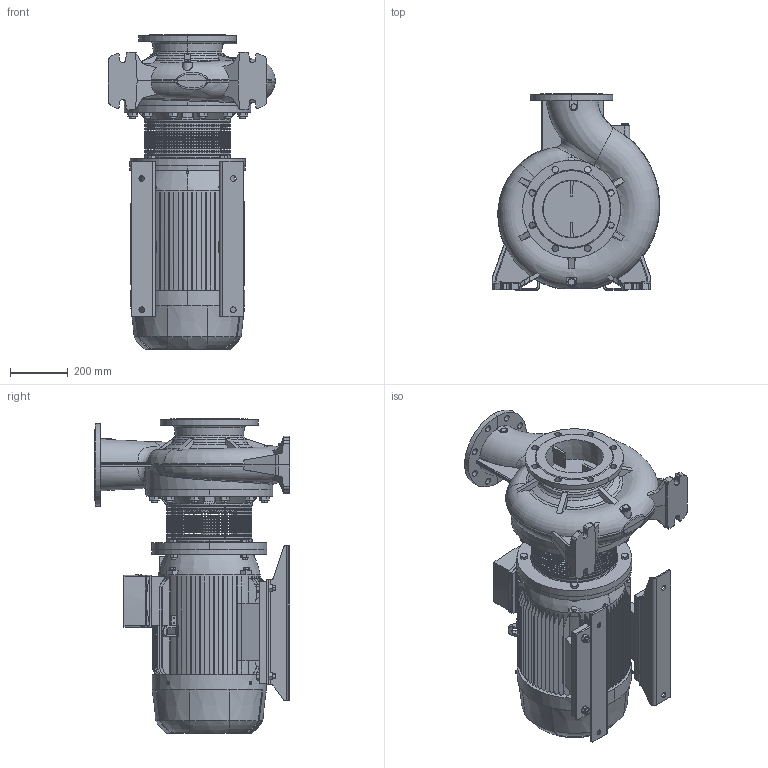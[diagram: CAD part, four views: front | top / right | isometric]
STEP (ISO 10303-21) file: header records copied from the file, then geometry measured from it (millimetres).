
FILE_DESCRIPTION (( 'STEP AP214' ), '1' );
FILE_NAME ('4.93.494.19swa02.step', '2022-09-06T14:23:09', ( '' ), ( '' ), 'SwSTEP 2.0', 'SolidWorks 2020', '' );
FILE_SCHEMA (( 'AUTOMOTIVE_DESIGN' ));
Length unit declared in the file: millimetre
Products named in the file (13): 10000008swn00_M20 6S; 10000018swn00_M16x55 8.8; Copia di NM_80_83x80x540_DX^4.93.494.19swa02; 4_66_600_REV00_SEMPLIFICATO; 10000018swn00_M16x60 8.8; 4.93.494.19swa02; 10000007swn00_M16 õ; 90.025swp01_G38x9 OTTONE; 1.66.288swp01_SEMPLIFICATO; 10000007swn00_M16 6S; 10008811swn00; 1_66_226_semplificato_NS4; Copia di NM_80_83x80x540_SX^4.93.494.19swa02
Assembly tree (36 placements, depth 2):
  4.93.494.19swa02
    10000018swn00_M16x55 8.8  x4
    10000007swn00_M16 õ  x4
    10008811swn00
    1.66.288swp01_SEMPLIFICATO
    4_66_600_REV00_SEMPLIFICATO
    90.025swp01_G38x9 OTTONE  x2
    1_66_226_semplificato_NS4
    Copia di NM_80_83x80x540_DX^4.93.494.19swa02
    Copia di NM_80_83x80x540_SX^4.93.494.19swa02
    10000008swn00_M20 6S  x12
    10000018swn00_M16x60 8.8  x4
    10000007swn00_M16 6S  x4
Bounding box: 580.91 x 680 x 1090.8 mm (x, y, z)
Volume: 82453911.1 mm3; surface area: 4873460.1 mm2
Topology: 35 solids, 39 shells, 6744 faces, 19208 edges, 12594 vertices
Faces by surface type: plane 5407, cylinder 557, cone 550, bspline 213, torus 17
Entity records: 264079 total; most frequent: CARTESIAN_POINT 96274, ORIENTED_EDGE 35708, DIRECTION 33272, EDGE_CURVE 17864, VERTEX_POINT 11825, AXIS2_PLACEMENT_3D 11219, LINE 10834, VECTOR 10834
